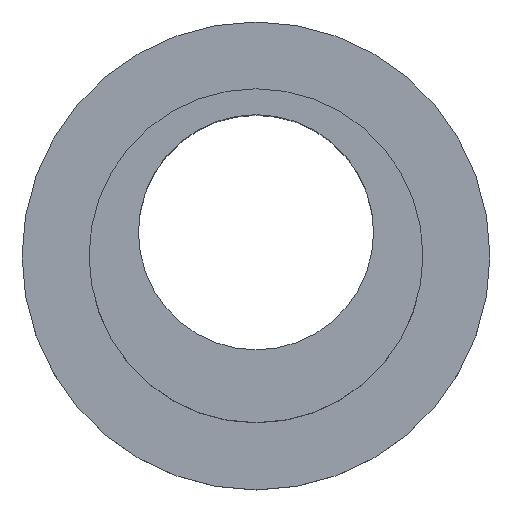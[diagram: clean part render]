
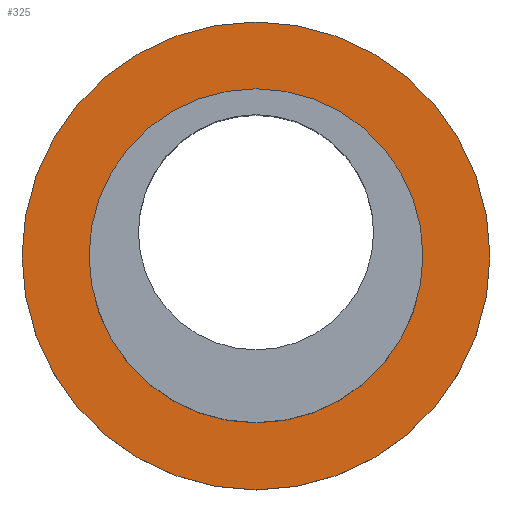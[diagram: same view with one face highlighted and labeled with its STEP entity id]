
A CAD part, top view. The second image highlights one B-rep face of the part: STEP entity #325.
In plain terms, the highlighted planar face has unit normal (0, 0, 1).
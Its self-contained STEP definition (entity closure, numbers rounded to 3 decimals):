
#20=FACE_BOUND('',#110,.T.);
#69=PLANE('',#379);
#88=FACE_OUTER_BOUND('',#109,.T.);
#109=EDGE_LOOP('',(#283));
#110=EDGE_LOOP('',(#284));
#124=CIRCLE('',#370,4.975);
#127=CIRCLE('',#378,3.55);
#166=VERTEX_POINT('',#665);
#169=VERTEX_POINT('',#682);
#202=EDGE_CURVE('',#166,#166,#124,.T.);
#212=EDGE_CURVE('',#169,#169,#127,.T.);
#283=ORIENTED_EDGE('',*,*,#202,.T.);
#284=ORIENTED_EDGE('',*,*,#212,.F.);
#325=ADVANCED_FACE('',(#88,#20),#69,.T.);
#370=AXIS2_PLACEMENT_3D('',#666,#432,#433);
#378=AXIS2_PLACEMENT_3D('',#684,#455,#456);
#379=AXIS2_PLACEMENT_3D('',#685,#457,#458);
#432=DIRECTION('center_axis',(0.,0.,1.));
#433=DIRECTION('ref_axis',(1.,0.,0.));
#455=DIRECTION('center_axis',(0.,0.,1.));
#456=DIRECTION('ref_axis',(-1.,0.,0.));
#457=DIRECTION('center_axis',(0.,0.,1.));
#458=DIRECTION('ref_axis',(1.,0.,0.));
#665=CARTESIAN_POINT('',(0.,-4.975,2.025));
#666=CARTESIAN_POINT('Origin',(0.,0.,2.025));
#682=CARTESIAN_POINT('',(3.55,0.,2.025));
#684=CARTESIAN_POINT('Origin',(0.,0.,2.025));
#685=CARTESIAN_POINT('Origin',(0.,0.,
2.025));
